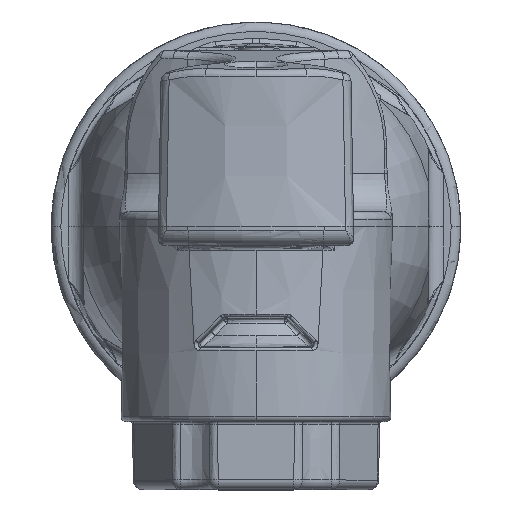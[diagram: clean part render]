
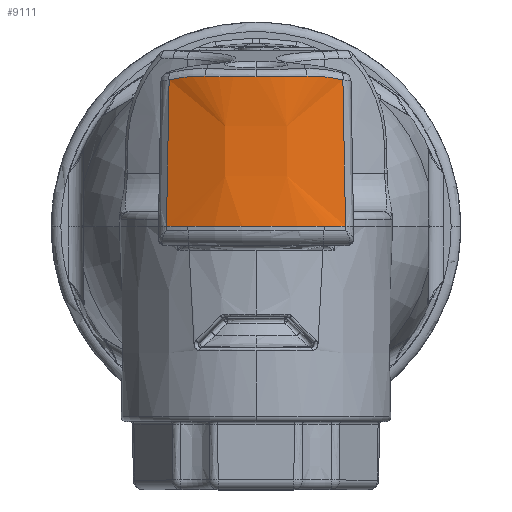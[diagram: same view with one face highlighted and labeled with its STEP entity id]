
A CAD part, top view. The second image highlights one B-rep face of the part: STEP entity #9111.
In plain terms, the highlighted conical face has half-angle 1 degrees and reference radius 18.868 mm.
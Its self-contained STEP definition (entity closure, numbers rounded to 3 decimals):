
#209 = CARTESIAN_POINT ( 'NONE',  ( -9.153, 1.356, 75.472 ) ) ;
#276 = CARTESIAN_POINT ( 'NONE',  ( -5.224, 15.384, 76.851 ) ) ;
#690 = CARTESIAN_POINT ( 'NONE',  ( 9.121, 3.221, 75.454 ) ) ;
#741 = CARTESIAN_POINT ( 'NONE',  ( -8.903, 15.014, 75.337 ) ) ;
#1020 = VERTEX_POINT ( 'NONE', #27455 ) ;
#1428 = CARTESIAN_POINT ( 'NONE',  ( 0.001, 0.022, 59. ) ) ;
#1775 = EDGE_CURVE ( 'NONE', #34977, #28150, #8876, .T. ) ;
#2547 = CIRCLE ( 'NONE', #15071, 18.868 ) ;
#3185 = ORIENTED_EDGE ( 'NONE', *, *, #3296, .T. ) ;
#3296 = EDGE_CURVE ( 'NONE', #37125, #25989, #25979, .T. ) ;
#3507 = DIRECTION ( 'NONE',  ( 0., 0., -1. ) ) ;
#3849 = VERTEX_POINT ( 'NONE', #4886 ) ;
#3997 = EDGE_CURVE ( 'NONE', #25989, #25360, #20152, .T. ) ;
#4886 = CARTESIAN_POINT ( 'NONE',  ( 9.179, 0.022, 75.485 ) ) ;
#5248 = CARTESIAN_POINT ( 'NONE',  ( 5.226, 15.384, 76.851 ) ) ;
#5483 = CARTESIAN_POINT ( 'NONE',  ( 5.226, 15.384, 76.851 ) ) ;
#5871 = CARTESIAN_POINT ( 'NONE',  ( 8.905, 15.014, 75.337 ) ) ;
#6019 = AXIS2_PLACEMENT_3D ( 'NONE', #22926, #22716, #26413 ) ;
#6147 = EDGE_CURVE ( 'NONE', #6788, #1020, #39565, .T. ) ;
#6788 = VERTEX_POINT ( 'NONE', #26685 ) ;
#7451 = CARTESIAN_POINT ( 'NONE',  ( -9.129, 2.691, 75.459 ) ) ;
#7525 = CIRCLE ( 'NONE', #13079, 18.868 ) ;
#8064 = CARTESIAN_POINT ( 'NONE',  ( 0.001, 0.022, 59. ) ) ;
#8229 = AXIS2_PLACEMENT_3D ( 'NONE', #1428, #8233, #18231 ) ;
#8233 = DIRECTION ( 'NONE',  ( 0., 1., 0. ) ) ;
#8709 = CARTESIAN_POINT ( 'NONE',  ( -5.224, 15.384, 76.851 ) ) ;
#8876 = B_SPLINE_CURVE_WITH_KNOTS ( 'NONE', 3,
 ( #5871, #22031, #34918, #5248 ),
 .UNSPECIFIED., .F., .F.,
 ( 4, 4 ),
 ( 0., 0.004 ),
 .UNSPECIFIED. ) ;
#9111 = ADVANCED_FACE ( 'NONE', ( #41933 ), #14201, .T. ) ;
#9978 = CARTESIAN_POINT ( 'NONE',  ( 0.878, 15.308, 77.601 ) ) ;
#10749 = CIRCLE ( 'NONE', #27463, 18.868 ) ;
#10978 = CARTESIAN_POINT ( 'NONE',  ( 8.977, 11.083, 75.376 ) ) ;
#11063 = DIRECTION ( 'NONE',  ( 0., 0., -1. ) ) ;
#11401 = DIRECTION ( 'NONE',  ( 0., 0., -1. ) ) ;
#11876 = CARTESIAN_POINT ( 'NONE',  ( -9.177, 0.022, 75.485 ) ) ;
#11970 = CARTESIAN_POINT ( 'NONE',  ( -7.742, 15.287, 75.965 ) ) ;
#12022 = B_SPLINE_CURVE_WITH_KNOTS ( 'NONE', 3,
 ( #20576, #27560, #33911, #690, #40858, #10978, #30630 ),
 .UNSPECIFIED., .F., .F.,
 ( 4, 3, 4 ),
 ( 0., 0.003, 0.015 ),
 .UNSPECIFIED. ) ;
#12190 = CARTESIAN_POINT ( 'NONE',  ( -8.903, 15.014, 75.337 ) ) ;
#12768 = EDGE_CURVE ( 'NONE', #3849, #18651, #36711, .T. ) ;
#12780 = EDGE_CURVE ( 'NONE', #25360, #6788, #2547, .T. ) ;
#13079 = AXIS2_PLACEMENT_3D ( 'NONE', #8064, #21365, #38160 ) ;
#13119 = CARTESIAN_POINT ( 'NONE',  ( -9.104, 4.025, 75.446 ) ) ;
#14201 = CONICAL_SURFACE ( 'NONE', #39972, 18.868, 0.017 ) ;
#15071 = AXIS2_PLACEMENT_3D ( 'NONE', #25983, #36242, #3507 ) ;
#16609 = CARTESIAN_POINT ( 'NONE',  ( 8.905, 15.014, 75.337 ) ) ;
#17506 = ORIENTED_EDGE ( 'NONE', *, *, #25602, .T. ) ;
#18231 = DIRECTION ( 'NONE',  ( 0., 0., -1. ) ) ;
#18651 = VERTEX_POINT ( 'NONE', #26308 ) ;
#19324 = B_SPLINE_CURVE_WITH_KNOTS ( 'NONE', 3,
 ( #33046, #26493, #19931, #20159, #36320, #276 ),
 .UNSPECIFIED., .F., .F.,
 ( 4, 2, 4 ),
 ( 0.005, 0.008, 0.011 ),
 .UNSPECIFIED. ) ;
#19771 = CARTESIAN_POINT ( 'NONE',  ( 1.753, 15.314, 77.539 ) ) ;
#19931 = CARTESIAN_POINT ( 'NONE',  ( -1.752, 15.314, 77.539 ) ) ;
#20152 = B_SPLINE_CURVE_WITH_KNOTS ( 'NONE', 3,
 ( #30595, #39723, #40598, #13119, #7451, #209, #30368 ),
 .UNSPECIFIED., .F., .F.,
 ( 4, 3, 4 ),
 ( 0.005, 0.016, 0.02 ),
 .UNSPECIFIED. ) ;
#20159 = CARTESIAN_POINT ( 'NONE',  ( -3.508, 15.34, 77.288 ) ) ;
#20576 = CARTESIAN_POINT ( 'NONE',  ( 9.179, 0.022, 75.485 ) ) ;
#21365 = DIRECTION ( 'NONE',  ( 0., 1., 0. ) ) ;
#22031 = CARTESIAN_POINT ( 'NONE',  ( 7.744, 15.287, 75.965 ) ) ;
#22146 = ORIENTED_EDGE ( 'NONE', *, *, #24043, .T. ) ;
#22626 = B_SPLINE_CURVE_WITH_KNOTS ( 'NONE', 3,
 ( #23072, #29191, #26556, #19771, #9978, #42920 ),
 .UNSPECIFIED., .F., .F.,
 ( 4, 2, 4 ),
 ( 0., 0.003, 0.005 ),
 .UNSPECIFIED. ) ;
#22716 = DIRECTION ( 'NONE',  ( 0., 1., 0. ) ) ;
#22926 = CARTESIAN_POINT ( 'NONE',  ( 0.001, 0.022, 59. ) ) ;
#23072 = CARTESIAN_POINT ( 'NONE',  ( 5.226, 15.384, 76.851 ) ) ;
#23722 = EDGE_CURVE ( 'NONE', #1020, #25395, #7525, .T. ) ;
#24043 = EDGE_CURVE ( 'NONE', #25395, #3849, #10749, .T. ) ;
#24951 = CARTESIAN_POINT ( 'NONE',  ( 0.001, 0.022, 59. ) ) ;
#25062 = VERTEX_POINT ( 'NONE', #38530 ) ;
#25360 = VERTEX_POINT ( 'NONE', #11876 ) ;
#25395 = VERTEX_POINT ( 'NONE', #29744 ) ;
#25602 = EDGE_CURVE ( 'NONE', #18651, #34977, #12022, .T. ) ;
#25979 = B_SPLINE_CURVE_WITH_KNOTS ( 'NONE', 3,
 ( #8709, #38798, #11970, #12190 ),
 .UNSPECIFIED., .F., .F.,
 ( 4, 4 ),
 ( 0., 0.004 ),
 .UNSPECIFIED. ) ;
#25983 = CARTESIAN_POINT ( 'NONE',  ( 0.001, 0.022, 59. ) ) ;
#25989 = VERTEX_POINT ( 'NONE', #741 ) ;
#26308 = CARTESIAN_POINT ( 'NONE',  ( 9.179, 0.022, 75.485 ) ) ;
#26413 = DIRECTION ( 'NONE',  ( 0., 0., -1. ) ) ;
#26493 = CARTESIAN_POINT ( 'NONE',  ( -0.874, 15.308, 77.601 ) ) ;
#26556 = CARTESIAN_POINT ( 'NONE',  ( 3.5, 15.339, 77.29 ) ) ;
#26613 = CARTESIAN_POINT ( 'NONE',  ( -5.224, 15.384, 76.851 ) ) ;
#26685 = CARTESIAN_POINT ( 'NONE',  ( -9.177, 0.022, 75.485 ) ) ;
#27023 = ORIENTED_EDGE ( 'NONE', *, *, #3997, .T. ) ;
#27219 = EDGE_CURVE ( 'NONE', #28150, #25062, #22626, .T. ) ;
#27455 = CARTESIAN_POINT ( 'NONE',  ( -6.989, 0.022, 76.525 ) ) ;
#27463 = AXIS2_PLACEMENT_3D ( 'NONE', #37891, #34844, #11063 ) ;
#27560 = CARTESIAN_POINT ( 'NONE',  ( 9.16, 1.088, 75.475 ) ) ;
#28150 = VERTEX_POINT ( 'NONE', #5483 ) ;
#29191 = CARTESIAN_POINT ( 'NONE',  ( 4.373, 15.358, 77.101 ) ) ;
#29744 = CARTESIAN_POINT ( 'NONE',  ( 6.991, 0.022, 76.525 ) ) ;
#30193 = EDGE_CURVE ( 'NONE', #25062, #37125, #19324, .T. ) ;
#30368 = CARTESIAN_POINT ( 'NONE',  ( -9.177, 0.022, 75.485 ) ) ;
#30595 = CARTESIAN_POINT ( 'NONE',  ( -8.903, 15.014, 75.337 ) ) ;
#30630 = CARTESIAN_POINT ( 'NONE',  ( 8.905, 15.014, 75.337 ) ) ;
#31690 = ORIENTED_EDGE ( 'NONE', *, *, #1775, .T. ) ;
#33046 = CARTESIAN_POINT ( 'NONE',  ( 0.001, 15.308, 77.601 ) ) ;
#33357 = ORIENTED_EDGE ( 'NONE', *, *, #6147, .T. ) ;
#33911 = CARTESIAN_POINT ( 'NONE',  ( 9.14, 2.155, 75.464 ) ) ;
#34689 = ORIENTED_EDGE ( 'NONE', *, *, #23722, .T. ) ;
#34775 = ORIENTED_EDGE ( 'NONE', *, *, #12780, .T. ) ;
#34844 = DIRECTION ( 'NONE',  ( 0., 1., 0. ) ) ;
#34918 = CARTESIAN_POINT ( 'NONE',  ( 6.52, 15.422, 76.471 ) ) ;
#34925 = ORIENTED_EDGE ( 'NONE', *, *, #12768, .T. ) ;
#34977 = VERTEX_POINT ( 'NONE', #16609 ) ;
#36242 = DIRECTION ( 'NONE',  ( 0., 1., 0. ) ) ;
#36320 = CARTESIAN_POINT ( 'NONE',  ( -4.373, 15.358, 77.101 ) ) ;
#36711 = CIRCLE ( 'NONE', #6019, 18.868 ) ;
#37074 = ORIENTED_EDGE ( 'NONE', *, *, #27219, .T. ) ;
#37125 = VERTEX_POINT ( 'NONE', #26613 ) ;
#37891 = CARTESIAN_POINT ( 'NONE',  ( 0.001, 0.022, 59. ) ) ;
#38160 = DIRECTION ( 'NONE',  ( 0., 0., -1. ) ) ;
#38530 = CARTESIAN_POINT ( 'NONE',  ( 0.001, 15.308, 77.601 ) ) ;
#38798 = CARTESIAN_POINT ( 'NONE',  ( -6.518, 15.422, 76.471 ) ) ;
#38857 = EDGE_LOOP ( 'NONE', ( #17506, #31690, #37074, #40856, #3185, #27023, #34775, #33357, #34689, #22146, #34925 ) ) ;
#39565 = CIRCLE ( 'NONE', #8229, 18.868 ) ;
#39723 = CARTESIAN_POINT ( 'NONE',  ( -8.97, 11.351, 75.374 ) ) ;
#39972 = AXIS2_PLACEMENT_3D ( 'NONE', #24951, #41723, #11401 ) ;
#40598 = CARTESIAN_POINT ( 'NONE',  ( -9.037, 7.688, 75.41 ) ) ;
#40856 = ORIENTED_EDGE ( 'NONE', *, *, #30193, .T. ) ;
#40858 = CARTESIAN_POINT ( 'NONE',  ( 9.049, 7.152, 75.415 ) ) ;
#41723 = DIRECTION ( 'NONE',  ( 0., -1., 0. ) ) ;
#41933 = FACE_OUTER_BOUND ( 'NONE', #38857, .T. ) ;
#42920 = CARTESIAN_POINT ( 'NONE',  ( 0.001, 15.308, 77.601 ) ) ;
